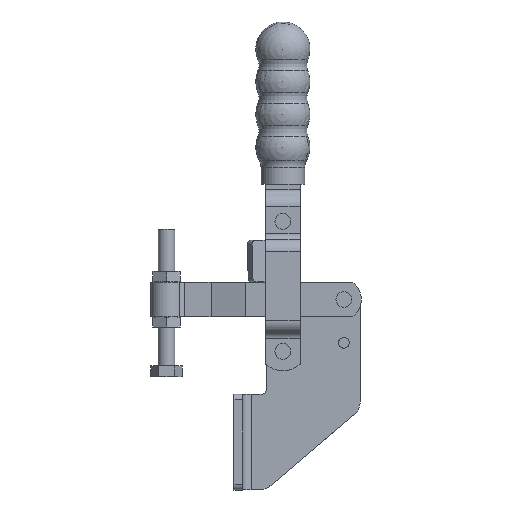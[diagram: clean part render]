
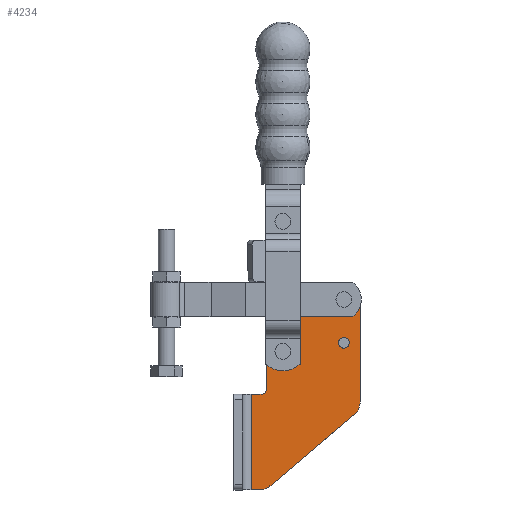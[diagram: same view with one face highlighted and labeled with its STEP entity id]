
A CAD part, top view. The second image highlights one B-rep face of the part: STEP entity #4234.
In plain terms, the highlighted planar face has unit normal (0, 0, 1).
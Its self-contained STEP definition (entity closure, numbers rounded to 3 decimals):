
#262=PLANE('',#4673);
#524=VECTOR('',#5632,1.);
#532=VECTOR('',#5660,1.);
#541=VECTOR('',#5700,1.);
#542=VECTOR('',#5703,1.);
#543=VECTOR('',#5706,1.);
#544=VECTOR('',#5709,1.);
#545=VECTOR('',#5712,1.);
#836=LINE('',#6931,#524);
#844=LINE('',#6966,#532);
#853=LINE('',#7002,#541);
#854=LINE('',#7006,#542);
#855=LINE('',#7010,#543);
#856=LINE('',#7014,#544);
#857=LINE('',#7018,#545);
#1218=VERTEX_POINT('',#6930);
#1219=VERTEX_POINT('',#6932);
#1235=VERTEX_POINT('',#6967);
#1242=VERTEX_POINT('',#6989);
#1243=VERTEX_POINT('',#6992);
#1244=VERTEX_POINT('',#6995);
#1245=VERTEX_POINT('',#7003);
#1246=VERTEX_POINT('',#7005);
#1247=VERTEX_POINT('',#7007);
#1248=VERTEX_POINT('',#7009);
#1249=VERTEX_POINT('',#7011);
#1250=VERTEX_POINT('',#7013);
#1251=VERTEX_POINT('',#7015);
#1252=VERTEX_POINT('',#7017);
#1253=VERTEX_POINT('',#7019);
#1478=CIRCLE('',#4666,1.6);
#1479=CIRCLE('',#4668,2.);
#1480=CIRCLE('',#4670,2.);
#1481=CIRCLE('',#4674,6.);
#1482=CIRCLE('',#4675,6.);
#1483=CIRCLE('',#4676,6.);
#1484=CIRCLE('',#4677,6.);
#1485=CIRCLE('',#4678,2.);
#1994=EDGE_CURVE('',#1219,#1218,#836,.T.);
#2011=EDGE_CURVE('',#1219,#1235,#844,.T.);
#2022=EDGE_CURVE('',#1242,#1242,#1478,.T.);
#2023=EDGE_CURVE('',#1243,#1243,#1479,.T.);
#2024=EDGE_CURVE('',#1244,#1244,#1480,.T.);
#2028=EDGE_CURVE('',#1245,#1218,#853,.T.);
#2029=EDGE_CURVE('',#1246,#1245,#1481,.T.);
#2030=EDGE_CURVE('',#1247,#1246,#854,.T.);
#2031=EDGE_CURVE('',#1248,#1247,#1482,.T.);
#2032=EDGE_CURVE('',#1249,#1248,#855,.T.);
#2033=EDGE_CURVE('',#1250,#1249,#1483,.T.);
#2034=EDGE_CURVE('',#1251,#1250,#856,.T.);
#2035=EDGE_CURVE('',#1252,#1251,#1484,.T.);
#2036=EDGE_CURVE('',#1253,#1252,#857,.T.);
#2037=EDGE_CURVE('',#1235,#1253,#1485,.T.);
#3111=ORIENTED_EDGE('',*,*,#1994,.T.);
#3112=ORIENTED_EDGE('',*,*,#2028,.F.);
#3113=ORIENTED_EDGE('',*,*,#2029,.F.);
#3114=ORIENTED_EDGE('',*,*,#2030,.F.);
#3115=ORIENTED_EDGE('',*,*,#2031,.F.);
#3116=ORIENTED_EDGE('',*,*,#2032,.F.);
#3117=ORIENTED_EDGE('',*,*,#2033,.F.);
#3118=ORIENTED_EDGE('',*,*,#2034,.F.);
#3119=ORIENTED_EDGE('',*,*,#2035,.F.);
#3120=ORIENTED_EDGE('',*,*,#2036,.F.);
#3121=ORIENTED_EDGE('',*,*,#2037,.F.);
#3122=ORIENTED_EDGE('',*,*,#2011,.F.);
#3123=ORIENTED_EDGE('',*,*,#2022,.T.);
#3124=ORIENTED_EDGE('',*,*,#2023,.T.);
#3125=ORIENTED_EDGE('',*,*,#2024,.T.);
#3604=EDGE_LOOP('',(#3111,#3112,#3113,#3114,#3115,#3116,#3117,#3118,#3119,
#3120,#3121,#3122));
#3605=EDGE_LOOP('',(#3123));
#3606=EDGE_LOOP('',(#3124));
#3607=EDGE_LOOP('',(#3125));
#3958=FACE_BOUND('',#3604,.T.);
#3959=FACE_BOUND('',#3605,.T.);
#3960=FACE_BOUND('',#3606,.T.);
#3961=FACE_BOUND('',#3607,.T.);
#4234=ADVANCED_FACE('',(#3958,#3959,#3960,#3961),#262,.T.);
#4666=AXIS2_PLACEMENT_3D('',#6988,#5683,#5684);
#4668=AXIS2_PLACEMENT_3D('',#6991,#5687,#5688);
#4670=AXIS2_PLACEMENT_3D('',#6994,#5691,#5692);
#4673=AXIS2_PLACEMENT_3D('',#7001,#5699,$);
#4674=AXIS2_PLACEMENT_3D('',#7004,#5701,#5702);
#4675=AXIS2_PLACEMENT_3D('',#7008,#5704,#5705);
#4676=AXIS2_PLACEMENT_3D('',#7012,#5707,#5708);
#4677=AXIS2_PLACEMENT_3D('',#7016,#5710,#5711);
#4678=AXIS2_PLACEMENT_3D('',#7020,#5713,#5714);
#5632=DIRECTION('',(0.,-1.,0.));
#5660=DIRECTION('',(1.,0.,0.));
#5683=DIRECTION('',(0.,0.,-1.));
#5684=DIRECTION('',(1.6,0.,0.));
#5687=DIRECTION('',(0.,0.,-1.));
#5688=DIRECTION('',(2.,0.,0.));
#5691=DIRECTION('',(0.,0.,-1.));
#5692=DIRECTION('',(2.,0.,0.));
#5699=DIRECTION('',(0.,0.,1.));
#5700=DIRECTION('',(-1.,0.,0.));
#5701=DIRECTION('',(0.,0.,-1.));
#5702=DIRECTION('',(6.,0.,0.));
#5703=DIRECTION('',(-0.762,-0.648,0.));
#5704=DIRECTION('',(0.,0.,-1.));
#5705=DIRECTION('',(6.,0.,0.));
#5706=DIRECTION('',(0.,-1.,0.));
#5707=DIRECTION('',(0.,0.,-1.));
#5708=DIRECTION('',(6.,0.,0.));
#5709=DIRECTION('',(0.762,0.648,0.));
#5710=DIRECTION('',(0.,0.,-1.));
#5711=DIRECTION('',(6.,0.,0.));
#5712=DIRECTION('',(0.,1.,0.));
#5713=DIRECTION('',(0.,0.,1.));
#5714=DIRECTION('',(1.414,-1.414,0.));
#6930=CARTESIAN_POINT('',(248.568,207.624,-7.087));
#6931=CARTESIAN_POINT('',(248.568,234.26,-7.087));
#6932=CARTESIAN_POINT('',(248.568,242.624,-7.087));
#6966=CARTESIAN_POINT('',(241.022,242.624,-7.087));
#6967=CARTESIAN_POINT('',(252.118,242.624,-7.087));
#6988=CARTESIAN_POINT('',(282.468,261.544,-7.087));
#6989=CARTESIAN_POINT('',(280.868,261.544,-7.087));
#6991=CARTESIAN_POINT('',(282.468,277.424,-7.087));
#6992=CARTESIAN_POINT('',(284.468,277.424,-7.087));
#6994=CARTESIAN_POINT('',(260.118,258.424,-7.087));
#6995=CARTESIAN_POINT('',(262.118,258.424,-7.087));
#7001=CARTESIAN_POINT('',(260.424,241.94,-7.087));
#7002=CARTESIAN_POINT('',(241.286,207.624,-7.087));
#7003=CARTESIAN_POINT('',(251.504,207.624,-7.087));
#7004=CARTESIAN_POINT('',(251.504,213.624,-7.087));
#7005=CARTESIAN_POINT('',(255.39,209.052,-7.087));
#7006=CARTESIAN_POINT('',(272.582,223.668,-7.087));
#7007=CARTESIAN_POINT('',(286.354,235.375,-7.087));
#7008=CARTESIAN_POINT('',(282.468,239.947,-7.087));
#7009=CARTESIAN_POINT('',(288.468,239.947,-7.087));
#7010=CARTESIAN_POINT('',(288.468,261.417,-7.087));
#7011=CARTESIAN_POINT('',(288.468,277.424,-7.087));
#7012=CARTESIAN_POINT('',(282.468,277.424,-7.087));
#7013=CARTESIAN_POINT('',(278.582,281.995,-7.087));
#7014=CARTESIAN_POINT('',(266.858,272.029,-7.087));
#7015=CARTESIAN_POINT('',(256.232,262.995,-7.087));
#7016=CARTESIAN_POINT('',(260.118,258.424,-7.087));
#7017=CARTESIAN_POINT('',(254.118,258.424,-7.087));
#7018=CARTESIAN_POINT('',(254.118,249.804,-7.087));
#7019=CARTESIAN_POINT('',(254.118,244.624,-7.087));
#7020=CARTESIAN_POINT('',(252.118,244.624,-7.087));
